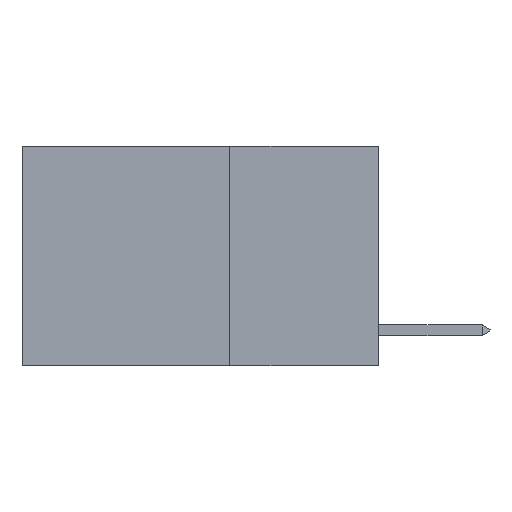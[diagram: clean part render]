
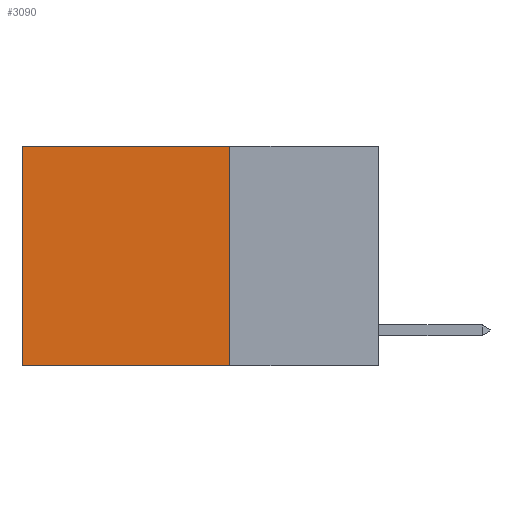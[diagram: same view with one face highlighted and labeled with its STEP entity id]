
A CAD part, left-side view. The second image highlights one B-rep face of the part: STEP entity #3090.
In plain terms, the highlighted planar face has unit normal (-1, 0, 0).
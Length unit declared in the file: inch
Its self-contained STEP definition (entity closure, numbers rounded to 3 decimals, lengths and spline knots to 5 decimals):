
#87 = VECTOR ( 'NONE', #1407, 39.37008 ) ;
#176 = VERTEX_POINT ( 'NONE', #386 ) ;
#386 = CARTESIAN_POINT ( 'NONE',  ( 0.2625, 0.25, 0. ) ) ;
#531 = DIRECTION ( 'NONE',  ( 0., 1., 0. ) ) ;
#728 = LINE ( 'NONE', #7767, #8337 ) ;
#982 = CARTESIAN_POINT ( 'NONE',  ( 0.2625, 0.6, 0. ) ) ;
#1119 = CARTESIAN_POINT ( 'NONE',  ( 0.2625, 0.25, -0.37 ) ) ;
#1172 = CARTESIAN_POINT ( 'NONE',  ( 0.2625, 0.25, 0. ) ) ;
#1407 = DIRECTION ( 'NONE',  ( 0., 0., -1. ) ) ;
#1702 = VECTOR ( 'NONE', #2277, 39.37008 ) ;
#1742 = DIRECTION ( 'NONE',  ( 0., 0., -1. ) ) ;
#1774 = ORIENTED_EDGE ( 'NONE', *, *, #4871, .T. ) ;
#2277 = DIRECTION ( 'NONE',  ( 0., 1., 0. ) ) ;
#2379 = PLANE ( 'NONE',  #3979 ) ;
#2428 = CARTESIAN_POINT ( 'NONE',  ( 0.2625, 0.6, -0.37 ) ) ;
#2823 = DIRECTION ( 'NONE',  ( 0., 0., -1. ) ) ;
#3090 = ADVANCED_FACE ( 'NONE', ( #3185 ), #2379, .F. ) ;
#3101 = ORIENTED_EDGE ( 'NONE', *, *, #7187, .F. ) ;
#3176 = VECTOR ( 'NONE', #531, 39.37008 ) ;
#3185 = FACE_OUTER_BOUND ( 'NONE', #4726, .T. ) ;
#3275 = ORIENTED_EDGE ( 'NONE', *, *, #6076, .T. ) ;
#3741 = VERTEX_POINT ( 'NONE', #2428 ) ;
#3825 = ORIENTED_EDGE ( 'NONE', *, *, #4901, .F. ) ;
#3979 = AXIS2_PLACEMENT_3D ( 'NONE', #1172, #7315, #1742 ) ;
#4264 = CARTESIAN_POINT ( 'NONE',  ( 0.2625, 0.25, -0.37 ) ) ;
#4726 = EDGE_LOOP ( 'NONE', ( #1774, #3101, #3825, #3275 ) ) ;
#4871 = EDGE_CURVE ( 'NONE', #9096, #3741, #8455, .T. ) ;
#4901 = EDGE_CURVE ( 'NONE', #176, #5294, #728, .T. ) ;
#5294 = VERTEX_POINT ( 'NONE', #4264 ) ;
#6076 = EDGE_CURVE ( 'NONE', #176, #9096, #9101, .T. ) ;
#7187 = EDGE_CURVE ( 'NONE', #5294, #3741, #7403, .T. ) ;
#7315 = DIRECTION ( 'NONE',  ( 1., 0., 0. ) ) ;
#7403 = LINE ( 'NONE', #1119, #3176 ) ;
#7675 = CARTESIAN_POINT ( 'NONE',  ( 0.2625, 0.6, 0. ) ) ;
#7767 = CARTESIAN_POINT ( 'NONE',  ( 0.2625, 0.25, 0. ) ) ;
#8337 = VECTOR ( 'NONE', #2823, 39.37008 ) ;
#8455 = LINE ( 'NONE', #7675, #87 ) ;
#8552 = CARTESIAN_POINT ( 'NONE',  ( 0.2625, 0.25, 0. ) ) ;
#9096 = VERTEX_POINT ( 'NONE', #982 ) ;
#9101 = LINE ( 'NONE', #8552, #1702 ) ;
